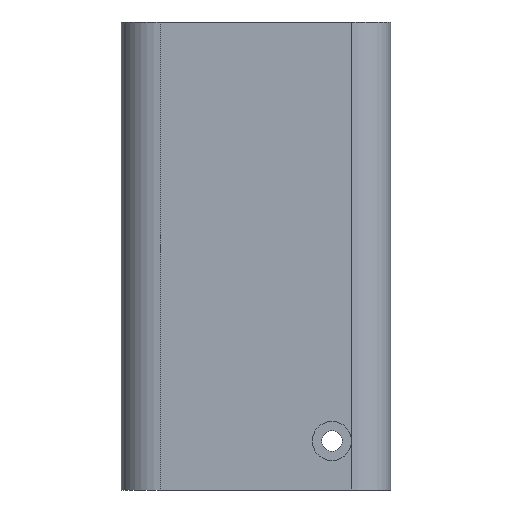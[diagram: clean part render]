
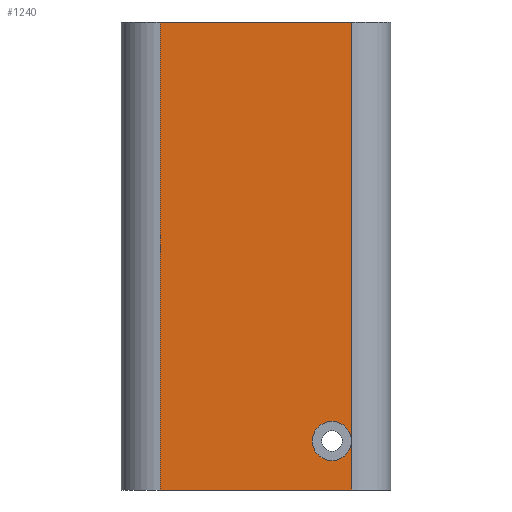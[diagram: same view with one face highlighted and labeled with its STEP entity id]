
A CAD part, front view. The second image highlights one B-rep face of the part: STEP entity #1240.
In plain terms, the highlighted planar face has unit normal (0, -1, 0).
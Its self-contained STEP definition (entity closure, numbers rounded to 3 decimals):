
#53=PLANE('',#1347);
#105=FACE_OUTER_BOUND('',#176,.T.);
#176=EDGE_LOOP('',(#963,#964,#965,#966,#967,#968,#969));
#284=LINE('',#1965,#408);
#285=LINE('',#1967,#409);
#286=LINE('',#1968,#410);
#287=LINE('',#1970,#411);
#288=LINE('',#1971,#412);
#408=VECTOR('',#1586,10.);
#409=VECTOR('',#1587,10.);
#410=VECTOR('',#1588,10.);
#411=VECTOR('',#1589,10.);
#412=VECTOR('',#1590,10.);
#496=CIRCLE('',#1342,4.);
#497=CIRCLE('',#1343,4.);
#584=VERTEX_POINT('',#1952);
#585=VERTEX_POINT('',#1953);
#588=VERTEX_POINT('',#1963);
#589=VERTEX_POINT('',#1964);
#590=VERTEX_POINT('',#1966);
#591=VERTEX_POINT('',#1969);
#726=EDGE_CURVE('',#584,#585,#496,.T.);
#727=EDGE_CURVE('',#585,#584,#497,.T.);
#731=EDGE_CURVE('',#588,#589,#284,.T.);
#732=EDGE_CURVE('',#590,#588,#285,.T.);
#733=EDGE_CURVE('',#590,#584,#286,.T.);
#734=EDGE_CURVE('',#584,#591,#287,.T.);
#735=EDGE_CURVE('',#589,#591,#288,.T.);
#963=ORIENTED_EDGE('',*,*,#731,.F.);
#964=ORIENTED_EDGE('',*,*,#732,.F.);
#965=ORIENTED_EDGE('',*,*,#733,.T.);
#966=ORIENTED_EDGE('',*,*,#726,.T.);
#967=ORIENTED_EDGE('',*,*,#727,.T.);
#968=ORIENTED_EDGE('',*,*,#734,.T.);
#969=ORIENTED_EDGE('',*,*,#735,.F.);
#1240=ADVANCED_FACE('',(#105),#53,.T.);
#1342=AXIS2_PLACEMENT_3D('',#1954,#1573,#1574);
#1343=AXIS2_PLACEMENT_3D('',#1955,#1575,#1576);
#1347=AXIS2_PLACEMENT_3D('',#1962,#1584,#1585);
#1573=DIRECTION('center_axis',(0.,1.,0.));
#1574=DIRECTION('ref_axis',(1.,0.,0.));
#1575=DIRECTION('center_axis',(0.,1.,0.));
#1576=DIRECTION('ref_axis',(1.,0.,0.));
#1584=DIRECTION('center_axis',(0.,-1.,0.));
#1585=DIRECTION('ref_axis',(1.,0.,0.));
#1586=DIRECTION('',(0.,0.,1.));
#1587=DIRECTION('',(-1.,0.,0.));
#1588=DIRECTION('',(0.,0.,1.));
#1589=DIRECTION('',(0.,0.,1.));
#1590=DIRECTION('',(1.,0.,0.));
#1952=CARTESIAN_POINT('',(19.5,-27.5,10.));
#1953=CARTESIAN_POINT('',(11.5,-27.5,10.));
#1954=CARTESIAN_POINT('Origin',(15.5,-27.5,10.));
#1955=CARTESIAN_POINT('Origin',(15.5,-27.5,10.));
#1962=CARTESIAN_POINT('Origin',(-19.5,-27.5,0.));
#1963=CARTESIAN_POINT('',(-19.5,-27.5,0.));
#1964=CARTESIAN_POINT('',(-19.5,-27.5,95.5));
#1965=CARTESIAN_POINT('',(-19.5,-27.5,0.));
#1966=CARTESIAN_POINT('',(19.5,-27.5,0.));
#1967=CARTESIAN_POINT('',(19.5,-27.5,0.));
#1968=CARTESIAN_POINT('',(19.5,-27.5,0.));
#1969=CARTESIAN_POINT('',(19.5,-27.5,95.5));
#1970=CARTESIAN_POINT('',(19.5,-27.5,0.));
#1971=CARTESIAN_POINT('',(19.5,-27.5,95.5));
